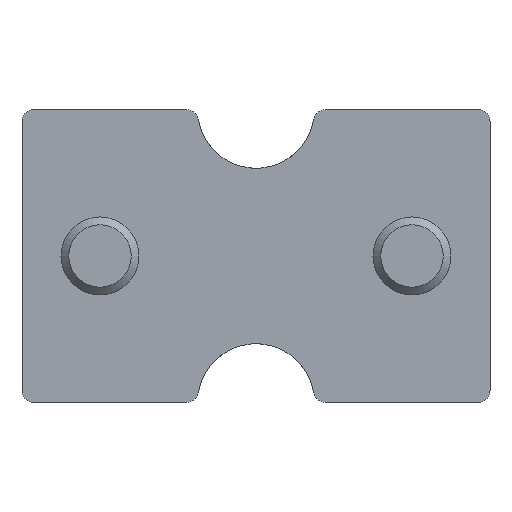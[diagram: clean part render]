
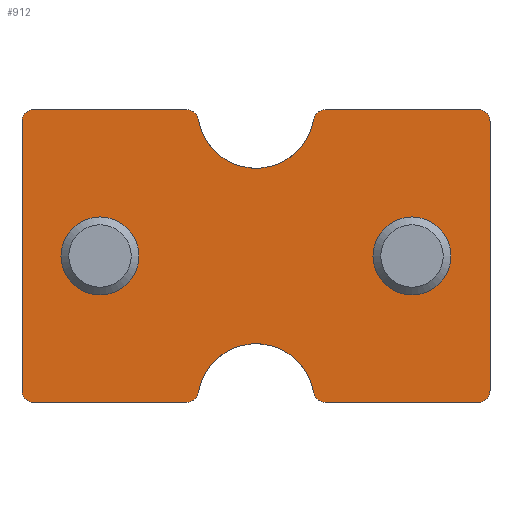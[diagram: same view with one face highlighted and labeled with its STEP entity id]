
A CAD part, front view. The second image highlights one B-rep face of the part: STEP entity #912.
In plain terms, the highlighted planar face has unit normal (0, -1, 0).
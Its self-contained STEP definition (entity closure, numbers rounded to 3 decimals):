
#15=FACE_BOUND('',#209,.T.);
#16=FACE_BOUND('',#210,.T.);
#55=PLANE('',#1064);
#144=FACE_OUTER_BOUND('',#208,.T.);
#208=EDGE_LOOP('',(#821,#822,#823,#824,#825,#826,#827,#828,#829,#830,#831,
#832,#833,#834,#835,#836));
#209=EDGE_LOOP('',(#837));
#210=EDGE_LOOP('',(#838));
#257=LINE('',#1793,#307);
#258=LINE('',#1795,#308);
#259=LINE('',#1799,#309);
#260=LINE('',#1808,#310);
#261=LINE('',#1810,#311);
#262=LINE('',#1811,#312);
#307=VECTOR('',#1359,10.);
#308=VECTOR('',#1362,10.);
#309=VECTOR('',#1369,10.);
#310=VECTOR('',#1386,10.);
#311=VECTOR('',#1389,10.);
#312=VECTOR('',#1390,10.);
#315=CIRCLE('',#933,1.);
#318=CIRCLE('',#939,1.);
#334=CIRCLE('',#964,0.3);
#363=CIRCLE('',#1009,0.3);
#379=CIRCLE('',#1035,0.3);
#380=CIRCLE('',#1039,0.3);
#381=CIRCLE('',#1041,0.3);
#382=CIRCLE('',#1043,0.3);
#385=CIRCLE('',#1048,0.3);
#386=CIRCLE('',#1050,0.3);
#387=CIRCLE('',#1054,1.5);
#388=CIRCLE('',#1062,1.5);
#391=VERTEX_POINT('',#1403);
#394=VERTEX_POINT('',#1414);
#410=VERTEX_POINT('',#1460);
#411=VERTEX_POINT('',#1461);
#436=VERTEX_POINT('',#1623);
#437=VERTEX_POINT('',#1624);
#447=VERTEX_POINT('',#1748);
#448=VERTEX_POINT('',#1749);
#449=VERTEX_POINT('',#1760);
#450=VERTEX_POINT('',#1761);
#451=VERTEX_POINT('',#1766);
#452=VERTEX_POINT('',#1767);
#453=VERTEX_POINT('',#1772);
#454=VERTEX_POINT('',#1773);
#455=VERTEX_POINT('',#1781);
#456=VERTEX_POINT('',#1782);
#457=VERTEX_POINT('',#1787);
#458=VERTEX_POINT('',#1788);
#463=EDGE_CURVE('',#391,#391,#315,.T.);
#468=EDGE_CURVE('',#394,#394,#318,.T.);
#488=EDGE_CURVE('',#410,#411,#334,.T.);
#531=EDGE_CURVE('',#436,#437,#363,.T.);
#557=EDGE_CURVE('',#447,#448,#379,.T.);
#564=EDGE_CURVE('',#449,#450,#380,.T.);
#567=EDGE_CURVE('',#451,#452,#381,.T.);
#570=EDGE_CURVE('',#453,#454,#382,.T.);
#575=EDGE_CURVE('',#455,#456,#385,.T.);
#578=EDGE_CURVE('',#457,#458,#386,.T.);
#581=EDGE_CURVE('',#449,#411,#257,.T.);
#582=EDGE_CURVE('',#410,#456,#258,.T.);
#583=EDGE_CURVE('',#455,#458,#387,.T.);
#584=EDGE_CURVE('',#457,#454,#259,.T.);
#585=EDGE_CURVE('',#447,#437,#388,.T.);
#586=EDGE_CURVE('',#436,#450,#260,.T.);
#587=EDGE_CURVE('',#453,#452,#261,.T.);
#588=EDGE_CURVE('',#451,#448,#262,.T.);
#821=ORIENTED_EDGE('',*,*,#564,.F.);
#822=ORIENTED_EDGE('',*,*,#581,.T.);
#823=ORIENTED_EDGE('',*,*,#488,.F.);
#824=ORIENTED_EDGE('',*,*,#582,.T.);
#825=ORIENTED_EDGE('',*,*,#575,.F.);
#826=ORIENTED_EDGE('',*,*,#583,.T.);
#827=ORIENTED_EDGE('',*,*,#578,.F.);
#828=ORIENTED_EDGE('',*,*,#584,.T.);
#829=ORIENTED_EDGE('',*,*,#570,.F.);
#830=ORIENTED_EDGE('',*,*,#587,.T.);
#831=ORIENTED_EDGE('',*,*,#567,.F.);
#832=ORIENTED_EDGE('',*,*,#588,.T.);
#833=ORIENTED_EDGE('',*,*,#557,.F.);
#834=ORIENTED_EDGE('',*,*,#585,.T.);
#835=ORIENTED_EDGE('',*,*,#531,.F.);
#836=ORIENTED_EDGE('',*,*,#586,.T.);
#837=ORIENTED_EDGE('',*,*,#468,.T.);
#838=ORIENTED_EDGE('',*,*,#463,.T.);
#912=ADVANCED_FACE('',(#144,#15,#16),#55,.F.);
#933=AXIS2_PLACEMENT_3D('',#1405,#1079,#1080);
#939=AXIS2_PLACEMENT_3D('',#1416,#1093,#1094);
#964=AXIS2_PLACEMENT_3D('',#1462,#1147,#1148);
#1009=AXIS2_PLACEMENT_3D('',#1625,#1249,#1250);
#1035=AXIS2_PLACEMENT_3D('',#1750,#1309,#1310);
#1039=AXIS2_PLACEMENT_3D('',#1762,#1323,#1324);
#1041=AXIS2_PLACEMENT_3D('',#1768,#1329,#1330);
#1043=AXIS2_PLACEMENT_3D('',#1774,#1335,#1336);
#1048=AXIS2_PLACEMENT_3D('',#1783,#1347,#1348);
#1050=AXIS2_PLACEMENT_3D('',#1789,#1353,#1354);
#1054=AXIS2_PLACEMENT_3D('',#1797,#1365,#1366);
#1062=AXIS2_PLACEMENT_3D('',#1806,#1382,#1383);
#1064=AXIS2_PLACEMENT_3D('',#1809,#1387,#1388);
#1079=DIRECTION('center_axis',(0.,1.,0.));
#1080=DIRECTION('ref_axis',(1.,0.,0.));
#1093=DIRECTION('center_axis',(0.,1.,0.));
#1094=DIRECTION('ref_axis',(1.,0.,0.));
#1147=DIRECTION('center_axis',(0.,1.,0.));
#1148=DIRECTION('ref_axis',(0.707,0.,0.707));
#1249=DIRECTION('center_axis',(0.,1.,0.));
#1250=DIRECTION('ref_axis',(-0.645,0.,-0.764));
#1309=DIRECTION('center_axis',(0.,1.,0.));
#1310=DIRECTION('ref_axis',(0.645,0.,-0.764));
#1323=DIRECTION('center_axis',(0.,1.,0.));
#1324=DIRECTION('ref_axis',(0.707,0.,-0.707));
#1329=DIRECTION('center_axis',(0.,1.,0.));
#1330=DIRECTION('ref_axis',(-0.707,0.,-0.707));
#1335=DIRECTION('center_axis',(0.,1.,0.));
#1336=DIRECTION('ref_axis',(-0.707,0.,0.707));
#1347=DIRECTION('center_axis',(0.,1.,0.));
#1348=DIRECTION('ref_axis',(-0.645,0.,0.764));
#1353=DIRECTION('center_axis',(0.,1.,0.));
#1354=DIRECTION('ref_axis',(0.645,0.,0.764));
#1359=DIRECTION('',(0.,0.,1.));
#1362=DIRECTION('',(-1.,0.,0.));
#1365=DIRECTION('center_axis',(0.,1.,0.));
#1366=DIRECTION('ref_axis',(1.,0.,0.));
#1369=DIRECTION('',(-1.,0.,0.));
#1382=DIRECTION('center_axis',(0.,1.,0.));
#1383=DIRECTION('ref_axis',(1.,0.,0.));
#1386=DIRECTION('',(1.,0.,0.));
#1387=DIRECTION('center_axis',(0.,1.,0.));
#1388=DIRECTION('ref_axis',(0.,0.,1.));
#1389=DIRECTION('',(0.,0.,-1.));
#1390=DIRECTION('',(1.,0.,0.));
#1403=CARTESIAN_POINT('',(3.,0.,0.));
#1405=CARTESIAN_POINT('Origin',(4.,0.,0.));
#1414=CARTESIAN_POINT('',(-5.,0.,0.));
#1416=CARTESIAN_POINT('Origin',(-4.,0.,0.));
#1460=CARTESIAN_POINT('',(5.7,0.,3.75));
#1461=CARTESIAN_POINT('',(6.,0.,3.45));
#1462=CARTESIAN_POINT('Origin',(5.7,0.,3.45));
#1623=CARTESIAN_POINT('',(1.775,0.,-3.75));
#1624=CARTESIAN_POINT('',(1.479,0.,-3.5));
#1625=CARTESIAN_POINT('Origin',(1.775,0.,-3.45));
#1748=CARTESIAN_POINT('',(-1.479,0.,-3.5));
#1749=CARTESIAN_POINT('',(-1.775,0.,-3.75));
#1750=CARTESIAN_POINT('Origin',(-1.775,0.,-3.45));
#1760=CARTESIAN_POINT('',(6.,0.,-3.45));
#1761=CARTESIAN_POINT('',(5.7,0.,-3.75));
#1762=CARTESIAN_POINT('Origin',(5.7,0.,-3.45));
#1766=CARTESIAN_POINT('',(-5.7,0.,-3.75));
#1767=CARTESIAN_POINT('',(-6.,0.,-3.45));
#1768=CARTESIAN_POINT('Origin',(-5.7,0.,-3.45));
#1772=CARTESIAN_POINT('',(-6.,0.,3.45));
#1773=CARTESIAN_POINT('',(-5.7,0.,3.75));
#1774=CARTESIAN_POINT('Origin',(-5.7,0.,3.45));
#1781=CARTESIAN_POINT('',(1.479,0.,3.5));
#1782=CARTESIAN_POINT('',(1.775,0.,3.75));
#1783=CARTESIAN_POINT('Origin',(1.775,0.,3.45));
#1787=CARTESIAN_POINT('',(-1.775,0.,3.75));
#1788=CARTESIAN_POINT('',(-1.479,0.,3.5));
#1789=CARTESIAN_POINT('Origin',(-1.775,0.,3.45));
#1793=CARTESIAN_POINT('',(6.,0.,-3.75));
#1795=CARTESIAN_POINT('',(6.,0.,3.75));
#1797=CARTESIAN_POINT('Origin',(0.,0.,3.75));
#1799=CARTESIAN_POINT('',(6.,0.,3.75));
#1806=CARTESIAN_POINT('Origin',(0.,0.,-3.75));
#1808=CARTESIAN_POINT('',(-6.,0.,-3.75));
#1809=CARTESIAN_POINT('Origin',(0.,0.,0.));
#1810=CARTESIAN_POINT('',(-6.,0.,3.75));
#1811=CARTESIAN_POINT('',(-6.,0.,-3.75));
